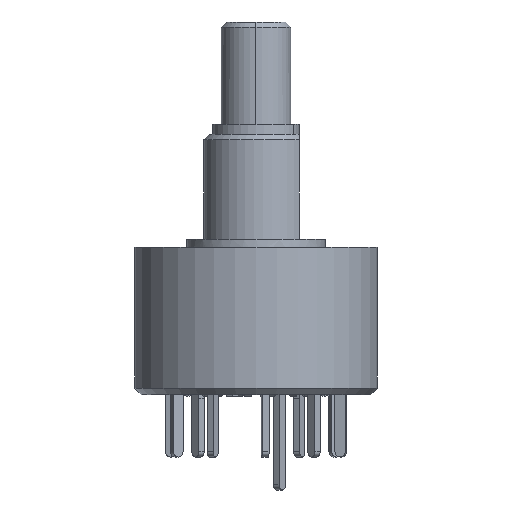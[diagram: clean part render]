
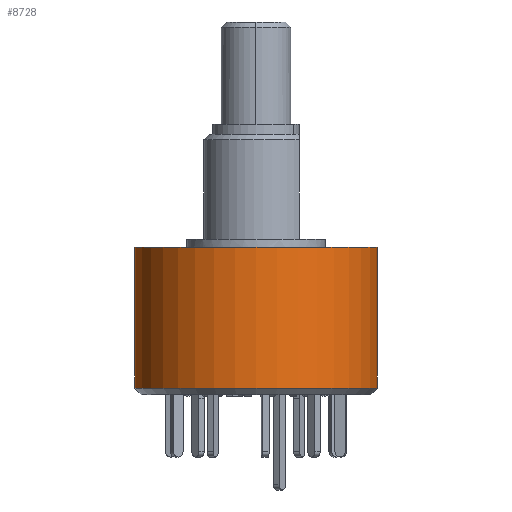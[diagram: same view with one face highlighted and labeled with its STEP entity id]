
A CAD part, left-side view. The second image highlights one B-rep face of the part: STEP entity #8728.
In plain terms, the highlighted cylindrical face has radius 7 mm (diameter 14 mm), a partial arc.
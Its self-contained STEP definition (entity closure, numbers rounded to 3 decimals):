
#100 = ORIENTED_EDGE ( 'NONE', *, *, #3321, .F. ) ;
#232 = DIRECTION ( 'NONE',  ( 0., 0., 1. ) ) ;
#761 = LINE ( 'NONE', #8233, #6840 ) ;
#945 = DIRECTION ( 'NONE',  ( 0., 0., -1. ) ) ;
#1495 = ORIENTED_EDGE ( 'NONE', *, *, #13828, .T. ) ;
#2550 = EDGE_CURVE ( 'NONE', #5480, #11676, #7365, .T. ) ;
#2967 = CYLINDRICAL_SURFACE ( 'NONE', #14456, 7. ) ;
#3321 = EDGE_CURVE ( 'NONE', #6058, #5480, #11617, .T. ) ;
#3396 = CARTESIAN_POINT ( 'NONE',  ( 0., -7., -8.574 ) ) ;
#4455 = DIRECTION ( 'NONE',  ( 0., 0., -1. ) ) ;
#4795 = CARTESIAN_POINT ( 'NONE',  ( 0., 7., -8.574 ) ) ;
#4835 = DIRECTION ( 'NONE',  ( 0., -1., 0. ) ) ;
#5480 = VERTEX_POINT ( 'NONE', #11956 ) ;
#6058 = VERTEX_POINT ( 'NONE', #12119 ) ;
#6840 = VECTOR ( 'NONE', #4455, 1000. ) ;
#7065 = CARTESIAN_POINT ( 'NONE',  ( 0., 0., -0.45 ) ) ;
#7365 = LINE ( 'NONE', #14778, #12078 ) ;
#7389 = DIRECTION ( 'NONE',  ( 0., 0., 1. ) ) ;
#8079 = DIRECTION ( 'NONE',  ( 0., 0., -1. ) ) ;
#8096 = EDGE_LOOP ( 'NONE', ( #15925, #100, #1495, #10120 ) ) ;
#8199 = DIRECTION ( 'NONE',  ( 0., 1., 0. ) ) ;
#8233 = CARTESIAN_POINT ( 'NONE',  ( 0., 7., -0.45 ) ) ;
#8342 = AXIS2_PLACEMENT_3D ( 'NONE', #14182, #232, #10452 ) ;
#8728 = ADVANCED_FACE ( 'NONE', ( #12928 ), #2967, .T. ) ;
#10120 = ORIENTED_EDGE ( 'NONE', *, *, #12540, .T. ) ;
#10452 = DIRECTION ( 'NONE',  ( 0., -1., 0. ) ) ;
#11617 = CIRCLE ( 'NONE', #8342, 7. ) ;
#11676 = VERTEX_POINT ( 'NONE', #3396 ) ;
#11956 = CARTESIAN_POINT ( 'NONE',  ( 0., -7., -0.45 ) ) ;
#12036 = VERTEX_POINT ( 'NONE', #4795 ) ;
#12078 = VECTOR ( 'NONE', #945, 1000. ) ;
#12119 = CARTESIAN_POINT ( 'NONE',  ( 0., 7., -0.45 ) ) ;
#12540 = EDGE_CURVE ( 'NONE', #12036, #11676, #14712, .T. ) ;
#12928 = FACE_OUTER_BOUND ( 'NONE', #8096, .T. ) ;
#13608 = CARTESIAN_POINT ( 'NONE',  ( 0., 0., -8.574 ) ) ;
#13828 = EDGE_CURVE ( 'NONE', #6058, #12036, #761, .T. ) ;
#14182 = CARTESIAN_POINT ( 'NONE',  ( 0., 0., -0.45 ) ) ;
#14456 = AXIS2_PLACEMENT_3D ( 'NONE', #7065, #8079, #8199 ) ;
#14712 = CIRCLE ( 'NONE', #15658, 7. ) ;
#14778 = CARTESIAN_POINT ( 'NONE',  ( 0., -7., -0.45 ) ) ;
#15658 = AXIS2_PLACEMENT_3D ( 'NONE', #13608, #7389, #4835 ) ;
#15925 = ORIENTED_EDGE ( 'NONE', *, *, #2550, .F. ) ;
